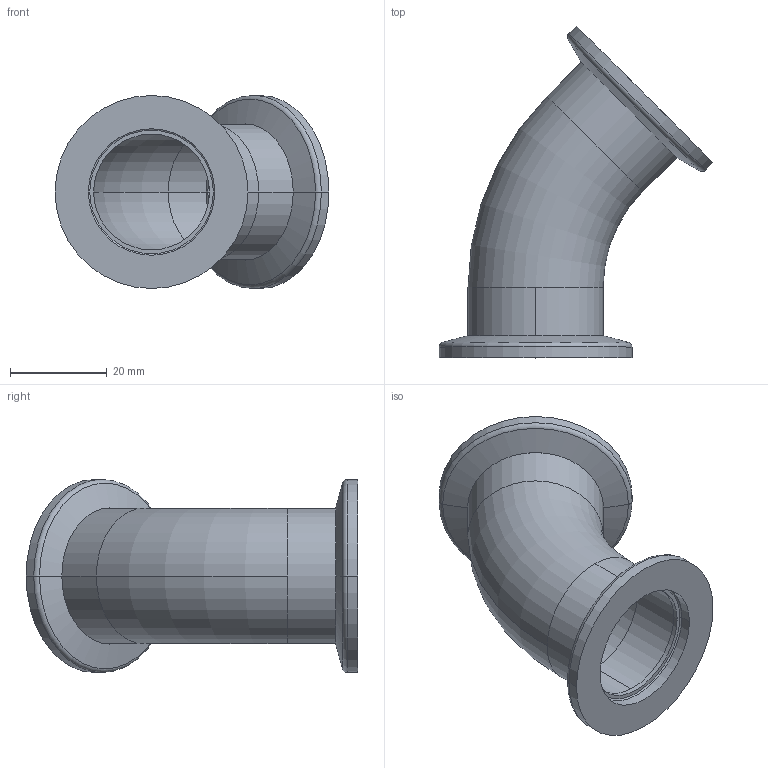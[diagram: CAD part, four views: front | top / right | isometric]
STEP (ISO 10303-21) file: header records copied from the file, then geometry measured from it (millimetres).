
FILE_DESCRIPTION (( 'STEP AP214' ), '1' );
FILE_NAME ('170RRB025-45.stp', '2017-06-07T13:06:41', ( '' ), ( '' ), 'SwSTEP 2.0', 'SolidWorks 2015', '' );
FILE_SCHEMA (( 'AUTOMOTIVE_DESIGN' ));
Length unit declared in the file: millimetre
Products named in the file (1): 170RRB025-45
Bounding box: 56.77 x 68.77 x 40 mm (x, y, z)
Volume: 12373 mm3; surface area: 13630.6 mm2
Topology: 1 solids, 1 shells, 50 faces, 104 edges, 64 vertices
Faces by surface type: cylinder 24, torus 12, plane 10, cone 4
Entity records: 1944 total; most frequent: DIRECTION 282, CARTESIAN_POINT 219, ORIENTED_EDGE 208, AXIS2_PLACEMENT_3D 127, EDGE_CURVE 104, CIRCLE 76, VERTEX_POINT 64, EDGE_LOOP 60
